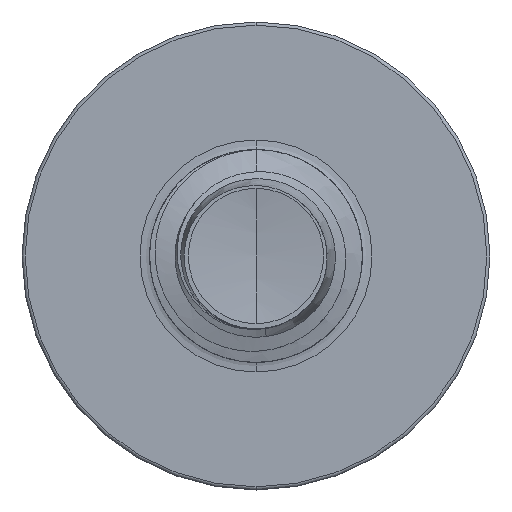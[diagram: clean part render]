
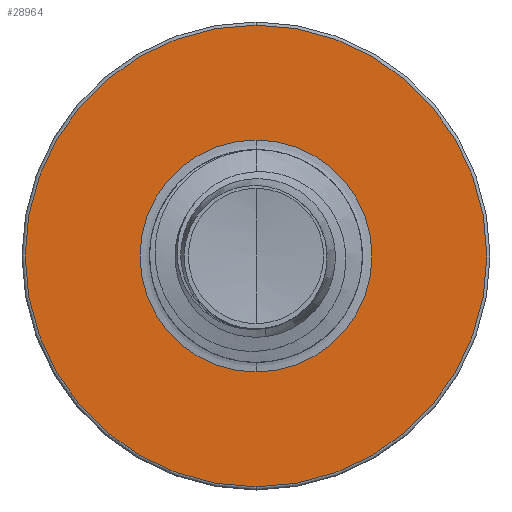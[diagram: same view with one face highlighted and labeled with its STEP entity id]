
A CAD part, front view. The second image highlights one B-rep face of the part: STEP entity #28964.
In plain terms, the highlighted planar face has unit normal (0, -1, 0).
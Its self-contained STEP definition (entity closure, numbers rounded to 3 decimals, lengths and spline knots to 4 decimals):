
#4904 = CARTESIAN_POINT ( 'NONE',  ( 0., 11., 0. ) ) ;
#5052 = DIRECTION ( 'NONE',  ( 0., 0., 1. ) ) ;
#5123 = DIRECTION ( 'NONE',  ( 0., 1., 0. ) ) ;
#5130 = CARTESIAN_POINT ( 'NONE',  ( 0., 11., 0. ) ) ;
#5389 = AXIS2_PLACEMENT_3D ( 'NONE', #4904, #27079, #9057 ) ;
#5980 = CARTESIAN_POINT ( 'NONE',  ( 0., 11., -1.3632 ) ) ;
#6230 = DIRECTION ( 'NONE',  ( 0., 0., 1. ) ) ;
#6588 = AXIS2_PLACEMENT_3D ( 'NONE', #19670, #33499, #22467 ) ;
#7713 = AXIS2_PLACEMENT_3D ( 'NONE', #23228, #25594, #6230 ) ;
#8984 = VERTEX_POINT ( 'NONE', #13764 ) ;
#9057 = DIRECTION ( 'NONE',  ( 0., 0., 1. ) ) ;
#12328 = AXIS2_PLACEMENT_3D ( 'NONE', #17436, #32439, #20524 ) ;
#13764 = CARTESIAN_POINT ( 'NONE',  ( 0., 11., 2.7125 ) ) ;
#14413 = VERTEX_POINT ( 'NONE', #17729 ) ;
#15585 = FACE_BOUND ( 'NONE', #21134, .T. ) ;
#16079 = AXIS2_PLACEMENT_3D ( 'NONE', #5130, #5123, #5052 ) ;
#17436 = CARTESIAN_POINT ( 'NONE',  ( 0., 11., 0. ) ) ;
#17729 = CARTESIAN_POINT ( 'NONE',  ( 0., 11., 1.3632 ) ) ;
#19228 = CARTESIAN_POINT ( 'NONE',  ( 0., 11., -2.7125 ) ) ;
#19670 = CARTESIAN_POINT ( 'NONE',  ( 0., 11., 0. ) ) ;
#20524 = DIRECTION ( 'NONE',  ( 0., 0., 1. ) ) ;
#20556 = EDGE_LOOP ( 'NONE', ( #24927, #34262 ) ) ;
#21134 = EDGE_LOOP ( 'NONE', ( #28834, #34378 ) ) ;
#22019 = VERTEX_POINT ( 'NONE', #5980 ) ;
#22467 = DIRECTION ( 'NONE',  ( 0., 0., 1. ) ) ;
#23228 = CARTESIAN_POINT ( 'NONE',  ( 0., 11., -1.3632 ) ) ;
#23911 = CIRCLE ( 'NONE', #5389, 2.7125 ) ;
#24524 = EDGE_CURVE ( 'NONE', #8984, #30387, #27403, .T. ) ;
#24927 = ORIENTED_EDGE ( 'NONE', *, *, #24524, .F. ) ;
#25303 = PLANE ( 'NONE',  #7713 ) ;
#25384 = CIRCLE ( 'NONE', #6588, 1.3632 ) ;
#25594 = DIRECTION ( 'NONE',  ( 0., 1., 0. ) ) ;
#26935 = EDGE_CURVE ( 'NONE', #22019, #14413, #33836, .T. ) ;
#27079 = DIRECTION ( 'NONE',  ( 0., 1., 0. ) ) ;
#27403 = CIRCLE ( 'NONE', #16079, 2.7125 ) ;
#28834 = ORIENTED_EDGE ( 'NONE', *, *, #29868, .T. ) ;
#28917 = FACE_OUTER_BOUND ( 'NONE', #20556, .T. ) ;
#28964 = ADVANCED_FACE ( 'NONE', ( #28917, #15585 ), #25303, .F. ) ;
#29868 = EDGE_CURVE ( 'NONE', #14413, #22019, #25384, .T. ) ;
#29872 = EDGE_CURVE ( 'NONE', #30387, #8984, #23911, .T. ) ;
#30387 = VERTEX_POINT ( 'NONE', #19228 ) ;
#32439 = DIRECTION ( 'NONE',  ( 0., 1., 0. ) ) ;
#33499 = DIRECTION ( 'NONE',  ( 0., 1., 0. ) ) ;
#33836 = CIRCLE ( 'NONE', #12328, 1.3632 ) ;
#34262 = ORIENTED_EDGE ( 'NONE', *, *, #29872, .F. ) ;
#34378 = ORIENTED_EDGE ( 'NONE', *, *, #26935, .T. ) ;
